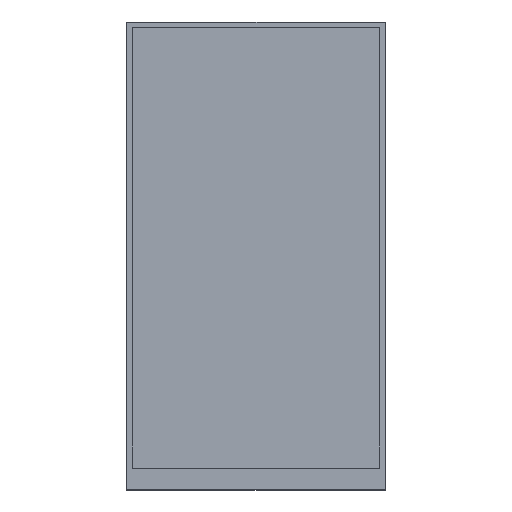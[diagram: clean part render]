
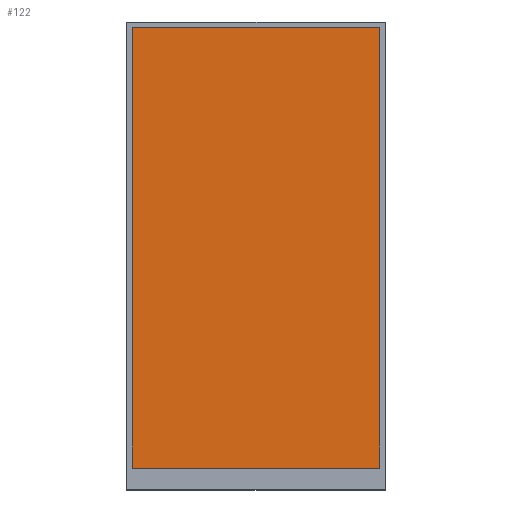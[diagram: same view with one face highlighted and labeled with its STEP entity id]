
A CAD part, top view. The second image highlights one B-rep face of the part: STEP entity #122.
In plain terms, the highlighted planar face has unit normal (0, 0, 1).
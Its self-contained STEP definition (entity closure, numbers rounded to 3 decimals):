
#5 = ORIENTED_EDGE ( 'NONE', *, *, #204, .T. ) ;
#17 = DIRECTION ( 'NONE',  ( 1., 0., 0. ) ) ;
#38 = LINE ( 'NONE', #308, #123 ) ;
#41 = LINE ( 'NONE', #160, #270 ) ;
#52 = FACE_OUTER_BOUND ( 'NONE', #315, .T. ) ;
#62 = DIRECTION ( 'NONE',  ( 0., 0., 1. ) ) ;
#93 = CARTESIAN_POINT ( 'NONE',  ( 69.49, 6.03, 1.55 ) ) ;
#122 = ADVANCED_FACE ( 'NONE', ( #52 ), #201, .T. ) ;
#123 = VECTOR ( 'NONE', #235, 1000. ) ;
#130 = LINE ( 'NONE', #212, #141 ) ;
#137 = ORIENTED_EDGE ( 'NONE', *, *, #249, .T. ) ;
#139 = CARTESIAN_POINT ( 'NONE',  ( 1.45, 126.99, 1.55 ) ) ;
#141 = VECTOR ( 'NONE', #209, 1000. ) ;
#153 = VECTOR ( 'NONE', #348, 1000. ) ;
#156 = CARTESIAN_POINT ( 'NONE',  ( 69.49, 126.99, 1.55 ) ) ;
#158 = VERTEX_POINT ( 'NONE', #93 ) ;
#160 = CARTESIAN_POINT ( 'NONE',  ( 69.49, 6.03, 1.55 ) ) ;
#165 = LINE ( 'NONE', #193, #153 ) ;
#183 = DIRECTION ( 'NONE',  ( 1., 0., 0. ) ) ;
#186 = AXIS2_PLACEMENT_3D ( 'NONE', #284, #62, #183 ) ;
#193 = CARTESIAN_POINT ( 'NONE',  ( 69.49, 6.03, 1.55 ) ) ;
#201 = PLANE ( 'NONE',  #186 ) ;
#203 = EDGE_CURVE ( 'NONE', #218, #293, #38, .T. ) ;
#204 = EDGE_CURVE ( 'NONE', #293, #241, #130, .T. ) ;
#209 = DIRECTION ( 'NONE',  ( 0., -1., 0. ) ) ;
#212 = CARTESIAN_POINT ( 'NONE',  ( 1.45, 6.03, 1.55 ) ) ;
#218 = VERTEX_POINT ( 'NONE', #156 ) ;
#235 = DIRECTION ( 'NONE',  ( -1., 0., 0. ) ) ;
#237 = CARTESIAN_POINT ( 'NONE',  ( 1.45, 6.03, 1.55 ) ) ;
#241 = VERTEX_POINT ( 'NONE', #237 ) ;
#249 = EDGE_CURVE ( 'NONE', #158, #218, #165, .T. ) ;
#270 = VECTOR ( 'NONE', #17, 1000. ) ;
#284 = CARTESIAN_POINT ( 'NONE',  ( 0., 0., 1.55 ) ) ;
#290 = ORIENTED_EDGE ( 'NONE', *, *, #203, .T. ) ;
#293 = VERTEX_POINT ( 'NONE', #139 ) ;
#308 = CARTESIAN_POINT ( 'NONE',  ( 69.49, 126.99, 1.55 ) ) ;
#315 = EDGE_LOOP ( 'NONE', ( #137, #290, #5, #349 ) ) ;
#324 = EDGE_CURVE ( 'NONE', #241, #158, #41, .T. ) ;
#348 = DIRECTION ( 'NONE',  ( 0., 1., 0. ) ) ;
#349 = ORIENTED_EDGE ( 'NONE', *, *, #324, .T. ) ;
